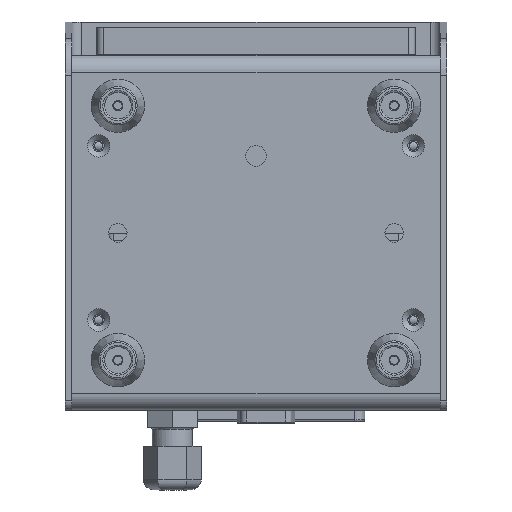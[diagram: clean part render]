
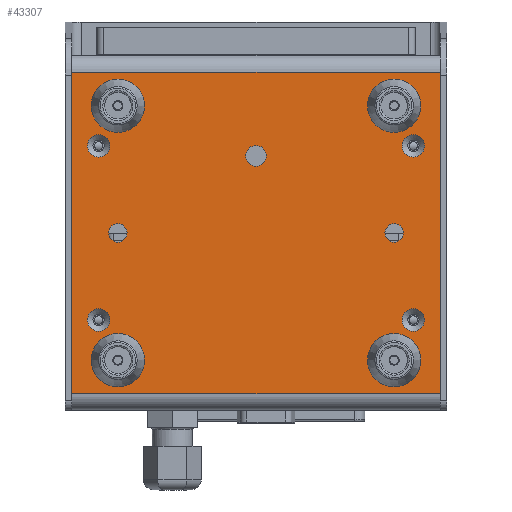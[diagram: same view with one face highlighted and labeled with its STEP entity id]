
A CAD part, front view. The second image highlights one B-rep face of the part: STEP entity #43307.
In plain terms, the highlighted planar face has unit normal (0, -1, 0).
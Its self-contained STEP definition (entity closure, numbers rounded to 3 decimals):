
#2341=FACE_BOUND('',#6627,.T.);
#2342=FACE_BOUND('',#6628,.T.);
#2343=FACE_BOUND('',#6629,.T.);
#2344=FACE_BOUND('',#6630,.T.);
#2345=FACE_BOUND('',#6631,.T.);
#2346=FACE_BOUND('',#6632,.T.);
#2347=FACE_BOUND('',#6633,.T.);
#2348=FACE_BOUND('',#6634,.T.);
#2349=FACE_BOUND('',#6635,.T.);
#2350=FACE_BOUND('',#6636,.T.);
#2351=FACE_BOUND('',#6637,.T.);
#2743=CIRCLE('',#45901,2.8);
#2744=CIRCLE('',#45902,2.75);
#2745=CIRCLE('',#45903,2.75);
#2746=CIRCLE('',#45904,3.1);
#2747=CIRCLE('',#45905,3.36);
#2748=CIRCLE('',#45906,3.36);
#2749=CIRCLE('',#45907,3.36);
#2750=CIRCLE('',#45908,3.36);
#2751=CIRCLE('',#45909,2.8);
#2752=CIRCLE('',#45910,2.8);
#2753=CIRCLE('',#45911,2.8);
#4093=FACE_OUTER_BOUND('',#6626,.T.);
#6626=EDGE_LOOP('',(#29006,#29007,#29008,#29009));
#6627=EDGE_LOOP('',(#29010));
#6628=EDGE_LOOP('',(#29011));
#6629=EDGE_LOOP('',(#29012));
#6630=EDGE_LOOP('',(#29013));
#6631=EDGE_LOOP('',(#29014));
#6632=EDGE_LOOP('',(#29015));
#6633=EDGE_LOOP('',(#29016));
#6634=EDGE_LOOP('',(#29017));
#6635=EDGE_LOOP('',(#29018));
#6636=EDGE_LOOP('',(#29019));
#6637=EDGE_LOOP('',(#29020));
#9545=LINE('',#61614,#14012);
#9546=LINE('',#61616,#14013);
#9547=LINE('',#61618,#14014);
#9548=LINE('',#61619,#14015);
#14012=VECTOR('',#49663,96.);
#14013=VECTOR('',#49664,110.);
#14014=VECTOR('',#49665,96.);
#14015=VECTOR('',#49666,110.);
#18490=VERTEX_POINT('',#61612);
#18491=VERTEX_POINT('',#61613);
#18492=VERTEX_POINT('',#61615);
#18493=VERTEX_POINT('',#61617);
#18494=VERTEX_POINT('',#61620);
#18495=VERTEX_POINT('',#61622);
#18496=VERTEX_POINT('',#61624);
#18497=VERTEX_POINT('',#61626);
#18498=VERTEX_POINT('',#61628);
#18499=VERTEX_POINT('',#61630);
#18500=VERTEX_POINT('',#61632);
#18501=VERTEX_POINT('',#61634);
#18502=VERTEX_POINT('',#61636);
#18503=VERTEX_POINT('',#61638);
#18504=VERTEX_POINT('',#61640);
#22640=EDGE_CURVE('',#18490,#18491,#9545,.T.);
#22641=EDGE_CURVE('',#18490,#18492,#9546,.F.);
#22642=EDGE_CURVE('',#18493,#18492,#9547,.T.);
#22643=EDGE_CURVE('',#18493,#18491,#9548,.F.);
#22644=EDGE_CURVE('',#18494,#18494,#2743,.T.);
#22645=EDGE_CURVE('',#18495,#18495,#2744,.F.);
#22646=EDGE_CURVE('',#18496,#18496,#2745,.F.);
#22647=EDGE_CURVE('',#18497,#18497,#2746,.T.);
#22648=EDGE_CURVE('',#18498,#18498,#2747,.T.);
#22649=EDGE_CURVE('',#18499,#18499,#2748,.T.);
#22650=EDGE_CURVE('',#18500,#18500,#2749,.T.);
#22651=EDGE_CURVE('',#18501,#18501,#2750,.T.);
#22652=EDGE_CURVE('',#18502,#18502,#2751,.T.);
#22653=EDGE_CURVE('',#18503,#18503,#2752,.T.);
#22654=EDGE_CURVE('',#18504,#18504,#2753,.T.);
#29006=ORIENTED_EDGE('',*,*,#22640,.F.);
#29007=ORIENTED_EDGE('',*,*,#22641,.T.);
#29008=ORIENTED_EDGE('',*,*,#22642,.F.);
#29009=ORIENTED_EDGE('',*,*,#22643,.T.);
#29010=ORIENTED_EDGE('',*,*,#22644,.T.);
#29011=ORIENTED_EDGE('',*,*,#22645,.T.);
#29012=ORIENTED_EDGE('',*,*,#22646,.T.);
#29013=ORIENTED_EDGE('',*,*,#22647,.F.);
#29014=ORIENTED_EDGE('',*,*,#22648,.F.);
#29015=ORIENTED_EDGE('',*,*,#22649,.F.);
#29016=ORIENTED_EDGE('',*,*,#22650,.F.);
#29017=ORIENTED_EDGE('',*,*,#22651,.F.);
#29018=ORIENTED_EDGE('',*,*,#22652,.T.);
#29019=ORIENTED_EDGE('',*,*,#22653,.F.);
#29020=ORIENTED_EDGE('',*,*,#22654,.F.);
#41721=PLANE('',#45900);
#43307=ADVANCED_FACE('',(#4093,#2341,#2342,#2343,#2344,#2345,#2346,#2347,
#2348,#2349,#2350,#2351),#41721,.T.);
#45900=AXIS2_PLACEMENT_3D('',#61611,#49661,#49662);
#45901=AXIS2_PLACEMENT_3D('',#61621,#49667,#49668);
#45902=AXIS2_PLACEMENT_3D('',#61623,#49669,#49670);
#45903=AXIS2_PLACEMENT_3D('',#61625,#49671,#49672);
#45904=AXIS2_PLACEMENT_3D('',#61627,#49673,#49674);
#45905=AXIS2_PLACEMENT_3D('',#61629,#49675,#49676);
#45906=AXIS2_PLACEMENT_3D('',#61631,#49677,#49678);
#45907=AXIS2_PLACEMENT_3D('',#61633,#49679,#49680);
#45908=AXIS2_PLACEMENT_3D('',#61635,#49681,#49682);
#45909=AXIS2_PLACEMENT_3D('',#61637,#49683,#49684);
#45910=AXIS2_PLACEMENT_3D('',#61639,#49685,#49686);
#45911=AXIS2_PLACEMENT_3D('',#61641,#49687,#49688);
#49661=DIRECTION('center_axis',(0.,-1.,0.));
#49662=DIRECTION('ref_axis',(0.,0.,
1.));
#49663=DIRECTION('',(0.,0.,1.));
#49664=DIRECTION('',(-1.,0.,0.));
#49665=DIRECTION('',(0.,0.,-1.));
#49666=DIRECTION('',(1.,0.,0.));
#49667=DIRECTION('center_axis',(0.,1.,0.));
#49668=DIRECTION('ref_axis',(0.,0.,
-1.));
#49669=DIRECTION('center_axis',(0.,-1.,0.));
#49670=DIRECTION('ref_axis',(0.,0.,
1.));
#49671=DIRECTION('center_axis',(0.,-1.,0.));
#49672=DIRECTION('ref_axis',(0.,0.,
1.));
#49673=DIRECTION('center_axis',(0.,-1.,0.));
#49674=DIRECTION('ref_axis',(0.,0.,
1.));
#49675=DIRECTION('center_axis',(0.,-1.,0.));
#49676=DIRECTION('ref_axis',(0.,0.,
1.));
#49677=DIRECTION('center_axis',(0.,-1.,0.));
#49678=DIRECTION('ref_axis',(0.,0.,
1.));
#49679=DIRECTION('center_axis',(0.,-1.,0.));
#49680=DIRECTION('ref_axis',(0.,0.,
1.));
#49681=DIRECTION('center_axis',(0.,-1.,0.));
#49682=DIRECTION('ref_axis',(0.,0.,
1.));
#49683=DIRECTION('center_axis',(0.,1.,0.));
#49684=DIRECTION('ref_axis',(0.,0.,
-1.));
#49685=DIRECTION('center_axis',(0.,-1.,0.));
#49686=DIRECTION('ref_axis',(0.,0.,
1.));
#49687=DIRECTION('center_axis',(0.,-1.,0.));
#49688=DIRECTION('ref_axis',(0.,0.,
1.));
#61611=CARTESIAN_POINT('Origin',(-78.667,85.198,68.284));
#61612=CARTESIAN_POINT('',(-78.667,85.198,-32.716));
#61613=CARTESIAN_POINT('',(-78.667,85.198,63.284));
#61614=CARTESIAN_POINT('',(-78.667,85.198,-32.716));
#61615=CARTESIAN_POINT('',(31.333,85.198,-32.716));
#61616=CARTESIAN_POINT('',(31.333,85.198,-32.716));
#61617=CARTESIAN_POINT('',(31.333,85.198,63.284));
#61618=CARTESIAN_POINT('',(31.333,85.198,63.284));
#61619=CARTESIAN_POINT('',(-78.667,85.198,63.284));
#61620=CARTESIAN_POINT('',(-64.917,85.198,50.484));
#61621=CARTESIAN_POINT('Origin',(-64.917,85.198,53.284));
#61622=CARTESIAN_POINT('',(17.583,85.198,18.034));
#61623=CARTESIAN_POINT('Origin',(17.583,85.198,15.284));
#61624=CARTESIAN_POINT('',(-64.917,85.198,18.034));
#61625=CARTESIAN_POINT('Origin',(-64.917,85.198,15.284));
#61626=CARTESIAN_POINT('',(-23.667,85.198,35.184));
#61627=CARTESIAN_POINT('Origin',(-23.667,85.198,38.284));
#61628=CARTESIAN_POINT('',(-70.667,85.198,-14.076));
#61629=CARTESIAN_POINT('Origin',(-70.667,85.198,-10.716));
#61630=CARTESIAN_POINT('',(-70.667,85.198,37.924));
#61631=CARTESIAN_POINT('Origin',(-70.667,85.198,41.284));
#61632=CARTESIAN_POINT('',(23.333,85.198,-14.076));
#61633=CARTESIAN_POINT('Origin',(23.333,85.198,-10.716));
#61634=CARTESIAN_POINT('',(23.333,85.198,37.924));
#61635=CARTESIAN_POINT('Origin',(23.333,85.198,41.284));
#61636=CARTESIAN_POINT('',(17.583,85.198,50.484));
#61637=CARTESIAN_POINT('Origin',(17.583,85.198,53.284));
#61638=CARTESIAN_POINT('',(-64.917,85.198,-25.516));
#61639=CARTESIAN_POINT('Origin',(-64.917,85.198,-22.716));
#61640=CARTESIAN_POINT('',(17.583,85.198,-25.516));
#61641=CARTESIAN_POINT('Origin',(17.583,85.198,-22.716));
